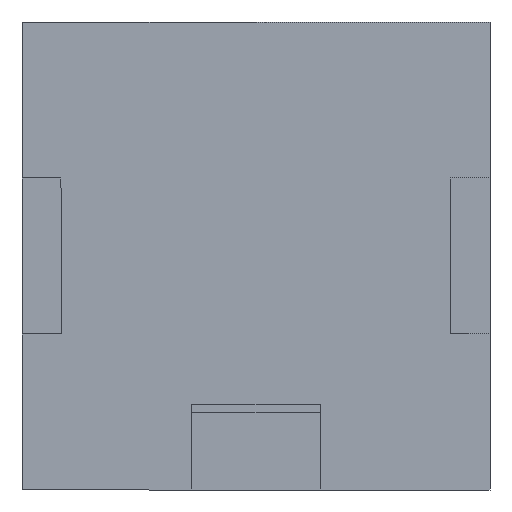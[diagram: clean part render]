
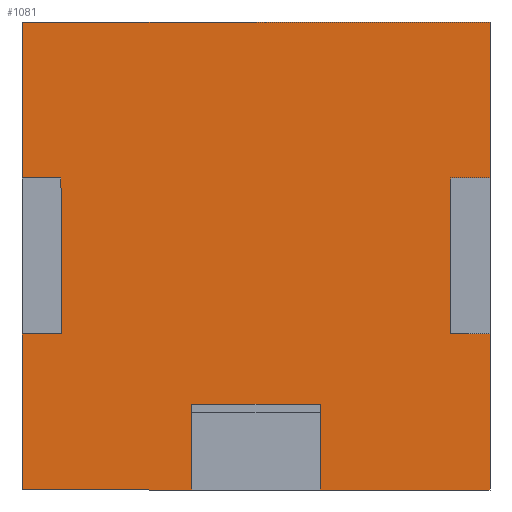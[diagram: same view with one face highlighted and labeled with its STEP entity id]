
A CAD part, front view. The second image highlights one B-rep face of the part: STEP entity #1081.
In plain terms, the highlighted planar face has unit normal (0, -1, 0).
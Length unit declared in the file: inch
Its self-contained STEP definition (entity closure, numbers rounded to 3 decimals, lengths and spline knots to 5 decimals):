
#47 = EDGE_CURVE ( 'NONE', #2402, #761, #1082, .T. ) ;
#49 = VERTEX_POINT ( 'NONE', #281 ) ;
#61 = CARTESIAN_POINT ( 'NONE',  ( 0., 0., 0.07874 ) ) ;
#64 = EDGE_CURVE ( 'NONE', #2634, #297, #1209, .T. ) ;
#87 = DIRECTION ( 'NONE',  ( 0., 0., -1. ) ) ;
#91 = EDGE_CURVE ( 'NONE', #1322, #1490, #1379, .T. ) ;
#99 = ORIENTED_EDGE ( 'NONE', *, *, #841, .F. ) ;
#145 = LINE ( 'NONE', #1550, #1127 ) ;
#158 = VECTOR ( 'NONE', #87, 39.37008 ) ;
#169 = LINE ( 'NONE', #2546, #430 ) ;
#173 = ORIENTED_EDGE ( 'NONE', *, *, #363, .F. ) ;
#206 = DIRECTION ( 'NONE',  ( 0., 0., 1. ) ) ;
#213 = CARTESIAN_POINT ( 'NONE',  ( 0.23622, 0., -0.23622 ) ) ;
#254 = DIRECTION ( 'NONE',  ( 0., 0., -1. ) ) ;
#262 = ORIENTED_EDGE ( 'NONE', *, *, #91, .T. ) ;
#281 = CARTESIAN_POINT ( 'NONE',  ( -0.06496, 0., -0.23622 ) ) ;
#282 = DIRECTION ( 'NONE',  ( 0., 0., -1. ) ) ;
#291 = LINE ( 'NONE', #1123, #2393 ) ;
#297 = VERTEX_POINT ( 'NONE', #2388 ) ;
#313 = EDGE_CURVE ( 'NONE', #2465, #492, #291, .T. ) ;
#360 = CARTESIAN_POINT ( 'NONE',  ( -0.23622, 0., -0.23622 ) ) ;
#363 = EDGE_CURVE ( 'NONE', #2058, #1893, #1270, .T. ) ;
#398 = PLANE ( 'NONE',  #2081 ) ;
#411 = DIRECTION ( 'NONE',  ( 0., 1., 0. ) ) ;
#429 = VECTOR ( 'NONE', #206, 39.37008 ) ;
#430 = VECTOR ( 'NONE', #1306, 39.37008 ) ;
#458 = EDGE_CURVE ( 'NONE', #2634, #2402, #636, .T. ) ;
#492 = VERTEX_POINT ( 'NONE', #1639 ) ;
#498 = ORIENTED_EDGE ( 'NONE', *, *, #313, .F. ) ;
#578 = CARTESIAN_POINT ( 'NONE',  ( 0.23622, 0., 0.23622 ) ) ;
#596 = EDGE_CURVE ( 'NONE', #2522, #49, #145, .T. ) ;
#618 = DIRECTION ( 'NONE',  ( 1., 0., 0. ) ) ;
#636 = LINE ( 'NONE', #213, #1767 ) ;
#642 = VECTOR ( 'NONE', #2047, 39.37008 ) ;
#680 = DIRECTION ( 'NONE',  ( -1., 0., 0. ) ) ;
#686 = ORIENTED_EDGE ( 'NONE', *, *, #64, .F. ) ;
#692 = LINE ( 'NONE', #2613, #1705 ) ;
#746 = LINE ( 'NONE', #2400, #1891 ) ;
#761 = VERTEX_POINT ( 'NONE', #1937 ) ;
#774 = CARTESIAN_POINT ( 'NONE',  ( -0.06496, 0., -0.14961 ) ) ;
#814 = EDGE_LOOP ( 'NONE', ( #2363, #99, #686, #1693, #1883, #1204, #173, #2464, #836, #262, #974, #498, #1483, #1559, #1409, #1555 ) ) ;
#836 = ORIENTED_EDGE ( 'NONE', *, *, #1504, .T. ) ;
#841 = EDGE_CURVE ( 'NONE', #297, #2522, #988, .T. ) ;
#856 = VECTOR ( 'NONE', #1236, 39.37008 ) ;
#869 = EDGE_CURVE ( 'NONE', #1893, #761, #2615, .T. ) ;
#881 = LINE ( 'NONE', #2329, #2484 ) ;
#912 = CARTESIAN_POINT ( 'NONE',  ( 0.19685, 0., 0. ) ) ;
#920 = CARTESIAN_POINT ( 'NONE',  ( 0.23622, 0., 0.07874 ) ) ;
#946 = VERTEX_POINT ( 'NONE', #1158 ) ;
#968 = LINE ( 'NONE', #578, #2108 ) ;
#970 = EDGE_CURVE ( 'NONE', #2594, #49, #692, .T. ) ;
#974 = ORIENTED_EDGE ( 'NONE', *, *, #2523, .T. ) ;
#988 = LINE ( 'NONE', #2156, #2052 ) ;
#997 = CARTESIAN_POINT ( 'NONE',  ( -0.23622, 0., 0.23622 ) ) ;
#1081 = ADVANCED_FACE ( 'NONE', ( #1323 ), #398, .F. ) ;
#1082 = LINE ( 'NONE', #1759, #429 ) ;
#1123 = CARTESIAN_POINT ( 'NONE',  ( 0., 0., 0.07874 ) ) ;
#1127 = VECTOR ( 'NONE', #282, 39.37008 ) ;
#1130 = DIRECTION ( 'NONE',  ( 0., 0., 1. ) ) ;
#1142 = DIRECTION ( 'NONE',  ( 1., 0., 0. ) ) ;
#1158 = CARTESIAN_POINT ( 'NONE',  ( -0.19685, 0., -0.07874 ) ) ;
#1204 = ORIENTED_EDGE ( 'NONE', *, *, #869, .F. ) ;
#1209 = LINE ( 'NONE', #2243, #1451 ) ;
#1236 = DIRECTION ( 'NONE',  ( -1., 0., 0. ) ) ;
#1270 = LINE ( 'NONE', #912, #158 ) ;
#1306 = DIRECTION ( 'NONE',  ( 1., 0., 0. ) ) ;
#1308 = EDGE_CURVE ( 'NONE', #946, #2465, #746, .T. ) ;
#1311 = CARTESIAN_POINT ( 'NONE',  ( 0.19685, 0., 0.07874 ) ) ;
#1322 = VERTEX_POINT ( 'NONE', #2197 ) ;
#1323 = FACE_OUTER_BOUND ( 'NONE', #814, .T. ) ;
#1327 = VERTEX_POINT ( 'NONE', #920 ) ;
#1348 = DIRECTION ( 'NONE',  ( -1., 0., 0. ) ) ;
#1379 = LINE ( 'NONE', #2642, #856 ) ;
#1381 = VERTEX_POINT ( 'NONE', #1805 ) ;
#1403 = DIRECTION ( 'NONE',  ( 0., 0., 1. ) ) ;
#1409 = ORIENTED_EDGE ( 'NONE', *, *, #1981, .T. ) ;
#1451 = VECTOR ( 'NONE', #1403, 39.37008 ) ;
#1483 = ORIENTED_EDGE ( 'NONE', *, *, #1308, .F. ) ;
#1490 = VERTEX_POINT ( 'NONE', #2228 ) ;
#1504 = EDGE_CURVE ( 'NONE', #1327, #1322, #968, .T. ) ;
#1537 = VECTOR ( 'NONE', #1142, 39.37008 ) ;
#1550 = CARTESIAN_POINT ( 'NONE',  ( -0.06496, 0., 0. ) ) ;
#1555 = ORIENTED_EDGE ( 'NONE', *, *, #970, .T. ) ;
#1559 = ORIENTED_EDGE ( 'NONE', *, *, #1742, .F. ) ;
#1639 = CARTESIAN_POINT ( 'NONE',  ( -0.23622, 0., 0.07874 ) ) ;
#1642 = CARTESIAN_POINT ( 'NONE',  ( -0.19685, 0., 0.07874 ) ) ;
#1655 = CARTESIAN_POINT ( 'NONE',  ( 0.06496, 0., -0.23622 ) ) ;
#1689 = DIRECTION ( 'NONE',  ( 1., 0., 0. ) ) ;
#1691 = CARTESIAN_POINT ( 'NONE',  ( 0., 0., 0. ) ) ;
#1693 = ORIENTED_EDGE ( 'NONE', *, *, #458, .T. ) ;
#1705 = VECTOR ( 'NONE', #1689, 39.37008 ) ;
#1742 = EDGE_CURVE ( 'NONE', #1381, #946, #169, .T. ) ;
#1759 = CARTESIAN_POINT ( 'NONE',  ( 0.23622, 0., 0.23622 ) ) ;
#1767 = VECTOR ( 'NONE', #618, 39.37008 ) ;
#1805 = CARTESIAN_POINT ( 'NONE',  ( -0.23622, 0., -0.07874 ) ) ;
#1877 = EDGE_CURVE ( 'NONE', #1327, #2058, #2272, .T. ) ;
#1883 = ORIENTED_EDGE ( 'NONE', *, *, #47, .T. ) ;
#1891 = VECTOR ( 'NONE', #1130, 39.37008 ) ;
#1893 = VERTEX_POINT ( 'NONE', #2374 ) ;
#1902 = DIRECTION ( 'NONE',  ( 0., 0., 1. ) ) ;
#1937 = CARTESIAN_POINT ( 'NONE',  ( 0.23622, 0., -0.07874 ) ) ;
#1981 = EDGE_CURVE ( 'NONE', #1381, #2594, #881, .T. ) ;
#2025 = CARTESIAN_POINT ( 'NONE',  ( 0.23622, 0., -0.23622 ) ) ;
#2047 = DIRECTION ( 'NONE',  ( 0., 0., -1. ) ) ;
#2052 = VECTOR ( 'NONE', #2353, 39.37008 ) ;
#2053 = DIRECTION ( 'NONE',  ( 0., 0., 1. ) ) ;
#2058 = VERTEX_POINT ( 'NONE', #1311 ) ;
#2081 = AXIS2_PLACEMENT_3D ( 'NONE', #1691, #411, #1902 ) ;
#2108 = VECTOR ( 'NONE', #2053, 39.37008 ) ;
#2156 = CARTESIAN_POINT ( 'NONE',  ( 0., 0., -0.14961 ) ) ;
#2197 = CARTESIAN_POINT ( 'NONE',  ( 0.23622, 0., 0.23622 ) ) ;
#2205 = VECTOR ( 'NONE', #680, 39.37008 ) ;
#2228 = CARTESIAN_POINT ( 'NONE',  ( -0.23622, 0., 0.23622 ) ) ;
#2243 = CARTESIAN_POINT ( 'NONE',  ( 0.06496, 0., 0. ) ) ;
#2272 = LINE ( 'NONE', #61, #2205 ) ;
#2324 = LINE ( 'NONE', #997, #642 ) ;
#2329 = CARTESIAN_POINT ( 'NONE',  ( -0.23622, 0., 0.23622 ) ) ;
#2353 = DIRECTION ( 'NONE',  ( -1., 0., 0. ) ) ;
#2363 = ORIENTED_EDGE ( 'NONE', *, *, #596, .F. ) ;
#2374 = CARTESIAN_POINT ( 'NONE',  ( 0.19685, 0., -0.07874 ) ) ;
#2388 = CARTESIAN_POINT ( 'NONE',  ( 0.06496, 0., -0.14961 ) ) ;
#2393 = VECTOR ( 'NONE', #1348, 39.37008 ) ;
#2400 = CARTESIAN_POINT ( 'NONE',  ( -0.19685, 0., 0. ) ) ;
#2402 = VERTEX_POINT ( 'NONE', #2025 ) ;
#2411 = CARTESIAN_POINT ( 'NONE',  ( 0., 0., -0.07874 ) ) ;
#2464 = ORIENTED_EDGE ( 'NONE', *, *, #1877, .F. ) ;
#2465 = VERTEX_POINT ( 'NONE', #1642 ) ;
#2484 = VECTOR ( 'NONE', #254, 39.37008 ) ;
#2522 = VERTEX_POINT ( 'NONE', #774 ) ;
#2523 = EDGE_CURVE ( 'NONE', #1490, #492, #2324, .T. ) ;
#2546 = CARTESIAN_POINT ( 'NONE',  ( 0., 0., -0.07874 ) ) ;
#2594 = VERTEX_POINT ( 'NONE', #360 ) ;
#2613 = CARTESIAN_POINT ( 'NONE',  ( 0.23622, 0., -0.23622 ) ) ;
#2615 = LINE ( 'NONE', #2411, #1537 ) ;
#2634 = VERTEX_POINT ( 'NONE', #1655 ) ;
#2642 = CARTESIAN_POINT ( 'NONE',  ( 0.23622, 0., 0.23622 ) ) ;
